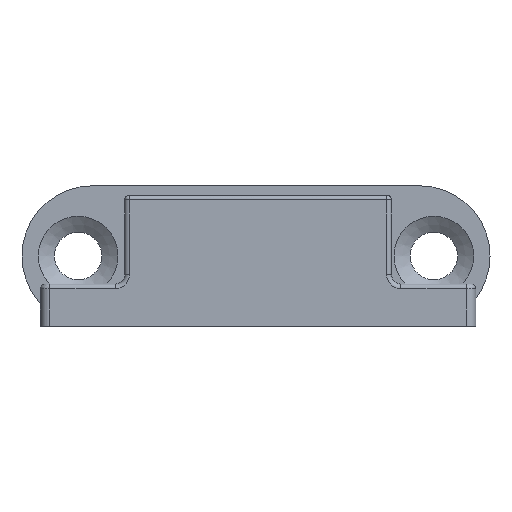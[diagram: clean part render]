
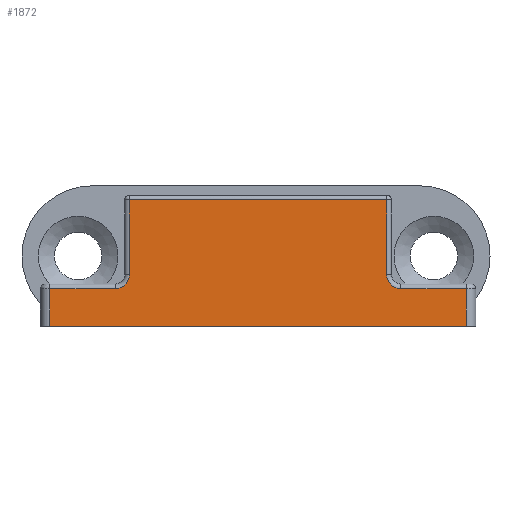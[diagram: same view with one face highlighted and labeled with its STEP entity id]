
A CAD part, left-side view. The second image highlights one B-rep face of the part: STEP entity #1872.
In plain terms, the highlighted planar face has unit normal (-1, 0, 0).
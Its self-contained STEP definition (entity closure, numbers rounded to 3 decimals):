
#97=PLANE('',#2047);
#199=FACE_OUTER_BOUND('',#319,.T.);
#319=EDGE_LOOP('',(#1542,#1543,#1544,#1545,#1546,#1547,#1548,#1549,#1550,
#1551));
#406=LINE('',#2774,#584);
#408=LINE('',#2786,#586);
#424=LINE('',#2903,#602);
#426=LINE('',#2912,#604);
#433=LINE('',#2922,#611);
#437=LINE('',#2932,#615);
#457=LINE('',#2980,#635);
#458=LINE('',#2982,#636);
#584=VECTOR('',#2206,8.);
#586=VECTOR('',#2220,7.);
#602=VECTOR('',#2312,7.);
#604=VECTOR('',#2324,8.);
#611=VECTOR('',#2337,27.5);
#615=VECTOR('',#2349,4.);
#635=VECTOR('',#2393,44.5);
#636=VECTOR('',#2396,4.);
#765=CIRCLE('',#1964,1.5);
#796=CIRCLE('',#2008,1.5);
#846=VERTEX_POINT('',#2753);
#847=VERTEX_POINT('',#2757);
#854=VERTEX_POINT('',#2772);
#856=VERTEX_POINT('',#2778);
#858=VERTEX_POINT('',#2784);
#883=VERTEX_POINT('',#2895);
#885=VERTEX_POINT('',#2901);
#887=VERTEX_POINT('',#2907);
#889=VERTEX_POINT('',#2930);
#905=VERTEX_POINT('',#2978);
#1030=EDGE_CURVE('',#854,#846,#406,.T.);
#1033=EDGE_CURVE('',#856,#854,#765,.T.);
#1036=EDGE_CURVE('',#858,#856,#408,.T.);
#1079=EDGE_CURVE('',#885,#883,#424,.T.);
#1082=EDGE_CURVE('',#887,#885,#796,.T.);
#1084=EDGE_CURVE('',#847,#887,#426,.T.);
#1091=EDGE_CURVE('',#846,#847,#433,.T.);
#1096=EDGE_CURVE('',#889,#858,#437,.T.);
#1119=EDGE_CURVE('',#889,#905,#457,.T.);
#1120=EDGE_CURVE('',#883,#905,#458,.T.);
#1542=ORIENTED_EDGE('',*,*,#1036,.F.);
#1543=ORIENTED_EDGE('',*,*,#1096,.F.);
#1544=ORIENTED_EDGE('',*,*,#1119,.T.);
#1545=ORIENTED_EDGE('',*,*,#1120,.F.);
#1546=ORIENTED_EDGE('',*,*,#1079,.F.);
#1547=ORIENTED_EDGE('',*,*,#1082,.F.);
#1548=ORIENTED_EDGE('',*,*,#1084,.F.);
#1549=ORIENTED_EDGE('',*,*,#1091,.F.);
#1550=ORIENTED_EDGE('',*,*,#1030,.F.);
#1551=ORIENTED_EDGE('',*,*,#1033,.F.);
#1872=ADVANCED_FACE('',(#199),#97,.T.);
#1964=AXIS2_PLACEMENT_3D('',#2780,#2212,#2213);
#2008=AXIS2_PLACEMENT_3D('',#2909,#2318,#2319);
#2047=AXIS2_PLACEMENT_3D('',#3032,#2450,#2451);
#2206=DIRECTION('',(0.,0.,1.));
#2212=DIRECTION('center_axis',(-1.,0.,0.));
#2213=DIRECTION('ref_axis',(0.,-0.707,-0.707));
#2220=DIRECTION('',(0.,-1.,0.));
#2312=DIRECTION('',(0.,-1.,0.));
#2318=DIRECTION('center_axis',(-1.,0.,0.));
#2319=DIRECTION('ref_axis',(0.,0.707,-0.707));
#2324=DIRECTION('',(0.,0.,-1.));
#2337=DIRECTION('',(0.,-1.,0.));
#2349=DIRECTION('',(0.,0.,1.));
#2393=DIRECTION('',(0.,-1.,0.));
#2396=DIRECTION('',(0.,0.,-1.));
#2450=DIRECTION('center_axis',(-1.,0.,0.));
#2451=DIRECTION('ref_axis',(0.,-1.,0.));
#2753=CARTESIAN_POINT('',(-7.5,13.75,13.5));
#2757=CARTESIAN_POINT('',(-7.5,-13.75,13.5));
#2772=CARTESIAN_POINT('',(-7.5,13.75,5.5));
#2774=CARTESIAN_POINT('',(-7.5,13.75,0.));
#2778=CARTESIAN_POINT('',(-7.5,15.25,4.));
#2780=CARTESIAN_POINT('Origin',(-7.5,15.25,5.5));
#2784=CARTESIAN_POINT('',(-7.5,22.25,4.));
#2786=CARTESIAN_POINT('',(-7.5,11.625,4.));
#2895=CARTESIAN_POINT('',(-7.5,-22.25,4.));
#2901=CARTESIAN_POINT('',(-7.5,-15.25,4.));
#2903=CARTESIAN_POINT('',(-7.5,11.625,4.));
#2907=CARTESIAN_POINT('',(-7.5,-13.75,5.5));
#2909=CARTESIAN_POINT('Origin',(-7.5,-15.25,5.5));
#2912=CARTESIAN_POINT('',(-7.5,-13.75,0.));
#2922=CARTESIAN_POINT('',(-7.5,11.625,13.5));
#2930=CARTESIAN_POINT('',(-7.5,22.25,0.));
#2932=CARTESIAN_POINT('',(-7.5,22.25,0.));
#2978=CARTESIAN_POINT('',(-7.5,-22.25,0.));
#2980=CARTESIAN_POINT('',(-7.5,23.25,0.));
#2982=CARTESIAN_POINT('',(-7.5,-22.25,0.));
#3032=CARTESIAN_POINT('Origin',(-7.5,23.25,0.));
